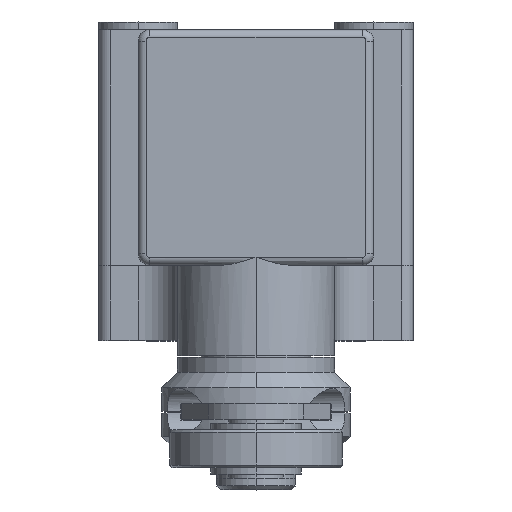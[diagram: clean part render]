
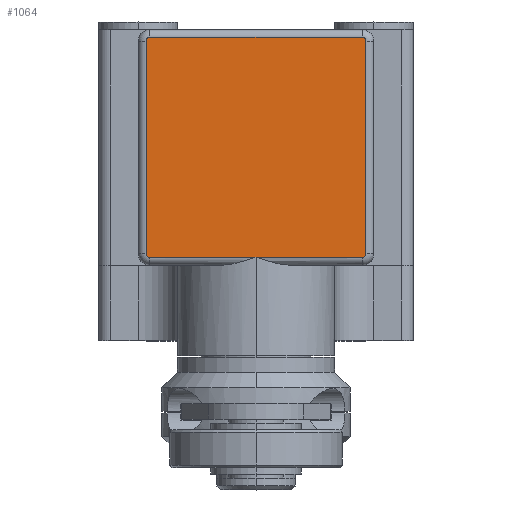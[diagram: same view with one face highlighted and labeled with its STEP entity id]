
A CAD part, top view. The second image highlights one B-rep face of the part: STEP entity #1064.
In plain terms, the highlighted planar face has unit normal (0, 0, 1).
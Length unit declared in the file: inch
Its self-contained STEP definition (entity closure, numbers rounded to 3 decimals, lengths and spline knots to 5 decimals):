
#80 = VECTOR ( 'NONE', #3098, 39.37008 ) ;
#346 = CARTESIAN_POINT ( 'NONE',  ( 0.5315, -1.1811, 1.25984 ) ) ;
#438 = CARTESIAN_POINT ( 'NONE',  ( 0.55118, -1.16142, 1.25984 ) ) ;
#645 = LINE ( 'NONE', #1289, #80 ) ;
#673 = ORIENTED_EDGE ( 'NONE', *, *, #2644, .T. ) ;
#1064 = ADVANCED_FACE ( 'NONE', ( #1410 ), #7651, .T. ) ;
#1176 = EDGE_CURVE ( 'NONE', #1402, #4564, #6547, .T. ) ;
#1289 = CARTESIAN_POINT ( 'NONE',  ( 0.55118, -0.62992, 1.25984 ) ) ;
#1402 = VERTEX_POINT ( 'NONE', #3729 ) ;
#1410 = FACE_OUTER_BOUND ( 'NONE', #6109, .T. ) ;
#1650 = DIRECTION ( 'NONE',  ( 1., 0., 0. ) ) ;
#1693 = CIRCLE ( 'NONE', #7592, 0.01969 ) ;
#1820 = CARTESIAN_POINT ( 'NONE',  ( 0., -0.07874, 1.25984 ) ) ;
#1994 = DIRECTION ( 'NONE',  ( 1., 0., 0. ) ) ;
#2025 = ORIENTED_EDGE ( 'NONE', *, *, #6487, .T. ) ;
#2123 = AXIS2_PLACEMENT_3D ( 'NONE', #9010, #9828, #8978 ) ;
#2154 = CARTESIAN_POINT ( 'NONE',  ( 0.5315, -0.07874, 1.25984 ) ) ;
#2168 = VERTEX_POINT ( 'NONE', #438 ) ;
#2218 = EDGE_CURVE ( 'NONE', #4532, #1402, #8339, .T. ) ;
#2469 = LINE ( 'NONE', #1820, #4077 ) ;
#2644 = EDGE_CURVE ( 'NONE', #7446, #6528, #7663, .T. ) ;
#3098 = DIRECTION ( 'NONE',  ( 0., 1., 0. ) ) ;
#3380 = EDGE_CURVE ( 'NONE', #2168, #7446, #645, .T. ) ;
#3387 = ORIENTED_EDGE ( 'NONE', *, *, #4338, .T. ) ;
#3729 = CARTESIAN_POINT ( 'NONE',  ( -0.55118, -0.09843, 1.25984 ) ) ;
#3745 = ORIENTED_EDGE ( 'NONE', *, *, #3380, .T. ) ;
#3977 = AXIS2_PLACEMENT_3D ( 'NONE', #7519, #11267, #1994 ) ;
#4077 = VECTOR ( 'NONE', #12087, 39.37008 ) ;
#4125 = EDGE_CURVE ( 'NONE', #7863, #9394, #10664, .T. ) ;
#4174 = CARTESIAN_POINT ( 'NONE',  ( -0.5315, -1.1811, 1.25984 ) ) ;
#4322 = DIRECTION ( 'NONE',  ( 0., 0., 1. ) ) ;
#4338 = EDGE_CURVE ( 'NONE', #11984, #2168, #10338, .T. ) ;
#4532 = VERTEX_POINT ( 'NONE', #10365 ) ;
#4564 = VERTEX_POINT ( 'NONE', #12093 ) ;
#4649 = DIRECTION ( 'NONE',  ( 0., -1., 0. ) ) ;
#4812 = EDGE_CURVE ( 'NONE', #9394, #11984, #10181, .T. ) ;
#5308 = CARTESIAN_POINT ( 'NONE',  ( 0.55118, -0.09843, 1.25984 ) ) ;
#5687 = VECTOR ( 'NONE', #9020, 39.37008 ) ;
#5837 = DIRECTION ( 'NONE',  ( 0., 0., 1. ) ) ;
#5972 = VECTOR ( 'NONE', #11768, 39.37008 ) ;
#5993 = AXIS2_PLACEMENT_3D ( 'NONE', #10301, #12120, #4649 ) ;
#6109 = EDGE_LOOP ( 'NONE', ( #10958, #9944, #3387, #3745, #673, #2025, #7111, #11469, #9665 ) ) ;
#6152 = CARTESIAN_POINT ( 'NONE',  ( 0., -1.1811, 1.25984 ) ) ;
#6487 = EDGE_CURVE ( 'NONE', #6528, #4532, #2469, .T. ) ;
#6528 = VERTEX_POINT ( 'NONE', #2154 ) ;
#6547 = LINE ( 'NONE', #9777, #5972 ) ;
#7111 = ORIENTED_EDGE ( 'NONE', *, *, #2218, .T. ) ;
#7297 = CARTESIAN_POINT ( 'NONE',  ( -0.5315, -0.09843, 1.25984 ) ) ;
#7446 = VERTEX_POINT ( 'NONE', #5308 ) ;
#7519 = CARTESIAN_POINT ( 'NONE',  ( 0., -0.62992, 1.25984 ) ) ;
#7592 = AXIS2_PLACEMENT_3D ( 'NONE', #10372, #5837, #11300 ) ;
#7651 = PLANE ( 'NONE',  #3977 ) ;
#7663 = CIRCLE ( 'NONE', #2123, 0.01969 ) ;
#7863 = VERTEX_POINT ( 'NONE', #4174 ) ;
#8111 = DIRECTION ( 'NONE',  ( 1., 0., 0. ) ) ;
#8339 = CIRCLE ( 'NONE', #9372, 0.01969 ) ;
#8978 = DIRECTION ( 'NONE',  ( 1., 0., 0. ) ) ;
#9010 = CARTESIAN_POINT ( 'NONE',  ( 0.5315, -0.09843, 1.25984 ) ) ;
#9020 = DIRECTION ( 'NONE',  ( 1., 0., 0. ) ) ;
#9372 = AXIS2_PLACEMENT_3D ( 'NONE', #7297, #4322, #1650 ) ;
#9394 = VERTEX_POINT ( 'NONE', #6152 ) ;
#9665 = ORIENTED_EDGE ( 'NONE', *, *, #11849, .T. ) ;
#9777 = CARTESIAN_POINT ( 'NONE',  ( -0.55118, -0.62992, 1.25984 ) ) ;
#9828 = DIRECTION ( 'NONE',  ( 0., 0., 1. ) ) ;
#9867 = CARTESIAN_POINT ( 'NONE',  ( 0., -1.1811, 1.25984 ) ) ;
#9915 = CARTESIAN_POINT ( 'NONE',  ( 0., -1.1811, 1.25984 ) ) ;
#9944 = ORIENTED_EDGE ( 'NONE', *, *, #4812, .T. ) ;
#10181 = LINE ( 'NONE', #9915, #11055 ) ;
#10301 = CARTESIAN_POINT ( 'NONE',  ( 0.5315, -1.16142, 1.25984 ) ) ;
#10338 = CIRCLE ( 'NONE', #5993, 0.01969 ) ;
#10365 = CARTESIAN_POINT ( 'NONE',  ( -0.5315, -0.07874, 1.25984 ) ) ;
#10372 = CARTESIAN_POINT ( 'NONE',  ( -0.5315, -1.16142, 1.25984 ) ) ;
#10664 = LINE ( 'NONE', #9867, #5687 ) ;
#10958 = ORIENTED_EDGE ( 'NONE', *, *, #4125, .T. ) ;
#11055 = VECTOR ( 'NONE', #8111, 39.37008 ) ;
#11267 = DIRECTION ( 'NONE',  ( 0., 0., 1. ) ) ;
#11300 = DIRECTION ( 'NONE',  ( 1., 0., 0. ) ) ;
#11469 = ORIENTED_EDGE ( 'NONE', *, *, #1176, .T. ) ;
#11768 = DIRECTION ( 'NONE',  ( 0., -1., 0. ) ) ;
#11849 = EDGE_CURVE ( 'NONE', #4564, #7863, #1693, .T. ) ;
#11984 = VERTEX_POINT ( 'NONE', #346 ) ;
#12087 = DIRECTION ( 'NONE',  ( -1., 0., 0. ) ) ;
#12093 = CARTESIAN_POINT ( 'NONE',  ( -0.55118, -1.16142, 1.25984 ) ) ;
#12120 = DIRECTION ( 'NONE',  ( 0., 0., 1. ) ) ;
